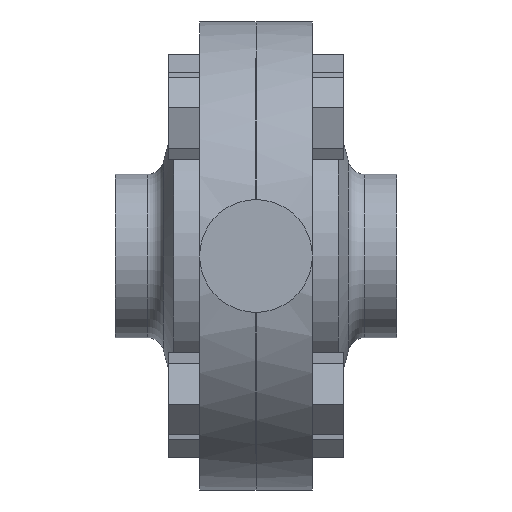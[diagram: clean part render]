
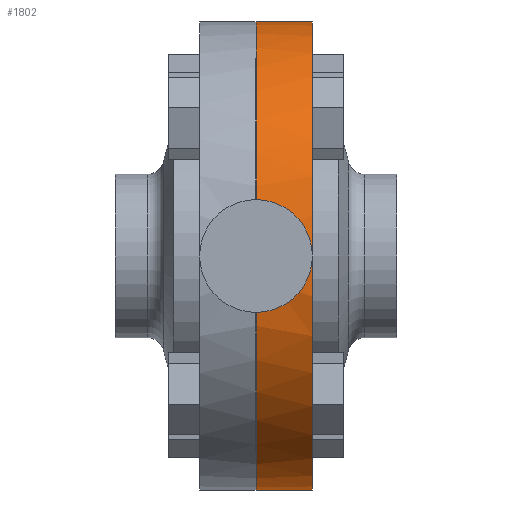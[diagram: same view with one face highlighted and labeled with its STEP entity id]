
A CAD part, front view. The second image highlights one B-rep face of the part: STEP entity #1802.
In plain terms, the highlighted cylindrical face has radius 41.5 mm (diameter 83 mm), a partial arc.
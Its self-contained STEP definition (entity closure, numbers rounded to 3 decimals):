
#2 = CARTESIAN_POINT ( 'NONE',  ( 5.384, -41.415, -2.655 ) ) ;
#19 = CARTESIAN_POINT ( 'NONE',  ( 5.096, -41.379, 3.173 ) ) ;
#25 = LINE ( 'NONE', #414, #1094 ) ;
#26 = CARTESIAN_POINT ( 'NONE',  ( 6., -41.5, -0.387 ) ) ;
#32 = CARTESIAN_POINT ( 'NONE',  ( 5.808, -41.473, -1.555 ) ) ;
#34 = ORIENTED_EDGE ( 'NONE', *, *, #1218, .F. ) ;
#35 = ORIENTED_EDGE ( 'NONE', *, *, #1313, .T. ) ;
#115 = CARTESIAN_POINT ( 'NONE',  ( 10., 0., -41.5 ) ) ;
#170 = CARTESIAN_POINT ( 'NONE',  ( 0., -41.064, 6. ) ) ;
#192 = CARTESIAN_POINT ( 'NONE',  ( 6., -41.5, 0.396 ) ) ;
#212 = B_SPLINE_CURVE_WITH_KNOTS ( 'NONE', 3,
 ( #170, #339, #1045, #2132, #1054, #1593, #334, #1603, #1607, #1804, #2178, #2189, #2014, #19, #353, #1108, #1999, #543, #706, #1801, #720, #192, #26, #2168, #32, #903, #1444, #2, #1633, #555, #2173, #1430, #365, #1640, #2005, #1617, #697, #2162, #1847, #2025, #1839, #2218, #930 ),
 .UNSPECIFIED., .F., .F.,
 ( 4, 2, 2, 2, 2, 2, 2, 2, 1, 2, 2, 2, 2, 2, 2, 2, 2, 2, 2, 2, 2, 4 ),
 ( 0., 0.001, 0.002, 0.002, 0.004, 0.005, 0.006, 0.006, 0.007, 0.008, 0.008, 0.009, 0.011, 0.012, 0.012, 0.013, 0.014, 0.015, 0.016, 0.016, 0.018, 0.019 ),
 .UNSPECIFIED. ) ;
#235 = DIRECTION ( 'NONE',  ( -1., 0., 0. ) ) ;
#250 = ORIENTED_EDGE ( 'NONE', *, *, #1455, .T. ) ;
#253 = DIRECTION ( 'NONE',  ( 0., 0., 1. ) ) ;
#276 = DIRECTION ( 'NONE',  ( 0., 0., 1. ) ) ;
#326 = LINE ( 'NONE', #1652, #863 ) ;
#334 = CARTESIAN_POINT ( 'NONE',  ( 2.117, -41.118, 5.617 ) ) ;
#339 = CARTESIAN_POINT ( 'NONE',  ( 0.397, -41.064, 6. ) ) ;
#353 = CARTESIAN_POINT ( 'NONE',  ( 5.198, -41.392, 3.003 ) ) ;
#357 = VERTEX_POINT ( 'NONE', #366 ) ;
#365 = CARTESIAN_POINT ( 'NONE',  ( 3.966, -41.254, -4.52 ) ) ;
#366 = CARTESIAN_POINT ( 'NONE',  ( 10., 0., 41.5 ) ) ;
#414 = CARTESIAN_POINT ( 'NONE',  ( 0., 0., 41.5 ) ) ;
#445 = AXIS2_PLACEMENT_3D ( 'NONE', #1518, #235, #586 ) ;
#448 = CARTESIAN_POINT ( 'NONE',  ( 10., 0., 0. ) ) ;
#450 = CARTESIAN_POINT ( 'NONE',  ( 0., -41.064, 6. ) ) ;
#524 = EDGE_LOOP ( 'NONE', ( #535, #250, #35, #1329, #1412, #34 ) ) ;
#531 = AXIS2_PLACEMENT_3D ( 'NONE', #448, #1890, #253 ) ;
#535 = ORIENTED_EDGE ( 'NONE', *, *, #1762, .F. ) ;
#543 = CARTESIAN_POINT ( 'NONE',  ( 5.683, -41.455, 1.935 ) ) ;
#555 = CARTESIAN_POINT ( 'NONE',  ( 5.098, -41.379, -3.17 ) ) ;
#566 = AXIS2_PLACEMENT_3D ( 'NONE', #2239, #1160, #276 ) ;
#586 = DIRECTION ( 'NONE',  ( 0., 0., 1. ) ) ;
#623 = DIRECTION ( 'NONE',  ( -1., 0., 0. ) ) ;
#697 = CARTESIAN_POINT ( 'NONE',  ( 2.662, -41.15, -5.381 ) ) ;
#706 = CARTESIAN_POINT ( 'NONE',  ( 5.797, -41.471, 1.56 ) ) ;
#720 = CARTESIAN_POINT ( 'NONE',  ( 5.961, -41.494, 0.786 ) ) ;
#736 = CARTESIAN_POINT ( 'NONE',  ( 0., 0., -41.5 ) ) ;
#863 = VECTOR ( 'NONE', #1442, 1000. ) ;
#890 = CARTESIAN_POINT ( 'NONE',  ( 0., 0., 41.5 ) ) ;
#903 = CARTESIAN_POINT ( 'NONE',  ( 5.695, -41.457, -1.93 ) ) ;
#930 = CARTESIAN_POINT ( 'NONE',  ( 0., -41.064, -6. ) ) ;
#984 = VERTEX_POINT ( 'NONE', #736 ) ;
#1045 = CARTESIAN_POINT ( 'NONE',  ( 0.787, -41.07, 5.961 ) ) ;
#1054 = CARTESIAN_POINT ( 'NONE',  ( 1.553, -41.093, 5.799 ) ) ;
#1094 = VECTOR ( 'NONE', #1289, 1000. ) ;
#1100 = AXIS2_PLACEMENT_3D ( 'NONE', #1746, #623, #1726 ) ;
#1108 = CARTESIAN_POINT ( 'NONE',  ( 5.383, -41.415, 2.657 ) ) ;
#1160 = DIRECTION ( 'NONE',  ( -1., 0., 0. ) ) ;
#1218 = EDGE_CURVE ( 'NONE', #984, #1811, #2315, .T. ) ;
#1238 = VERTEX_POINT ( 'NONE', #450 ) ;
#1267 = EDGE_CURVE ( 'NONE', #1238, #1811, #212, .T. ) ;
#1289 = DIRECTION ( 'NONE',  ( -1., 0., 0. ) ) ;
#1304 = CIRCLE ( 'NONE', #566, 41.5 ) ;
#1313 = EDGE_CURVE ( 'NONE', #357, #2151, #25, .T. ) ;
#1329 = ORIENTED_EDGE ( 'NONE', *, *, #2027, .F. ) ;
#1412 = ORIENTED_EDGE ( 'NONE', *, *, #1267, .T. ) ;
#1430 = CARTESIAN_POINT ( 'NONE',  ( 4.525, -41.312, -3.96 ) ) ;
#1442 = DIRECTION ( 'NONE',  ( -1., 0., 0. ) ) ;
#1444 = CARTESIAN_POINT ( 'NONE',  ( 5.469, -41.427, -2.475 ) ) ;
#1455 = EDGE_CURVE ( 'NONE', #1945, #357, #1486, .T. ) ;
#1486 = CIRCLE ( 'NONE', #531, 41.5 ) ;
#1511 = CYLINDRICAL_SURFACE ( 'NONE', #445, 41.5 ) ;
#1518 = CARTESIAN_POINT ( 'NONE',  ( 0., 0., 0. ) ) ;
#1593 = CARTESIAN_POINT ( 'NONE',  ( 1.93, -41.109, 5.685 ) ) ;
#1603 = CARTESIAN_POINT ( 'NONE',  ( 2.662, -41.149, 5.391 ) ) ;
#1607 = CARTESIAN_POINT ( 'NONE',  ( 3.006, -41.173, 5.207 ) ) ;
#1617 = CARTESIAN_POINT ( 'NONE',  ( 3.009, -41.174, -5.195 ) ) ;
#1633 = CARTESIAN_POINT ( 'NONE',  ( 5.199, -41.392, -3.002 ) ) ;
#1640 = CARTESIAN_POINT ( 'NONE',  ( 3.663, -41.226, -4.768 ) ) ;
#1652 = CARTESIAN_POINT ( 'NONE',  ( 0., 0., -41.5 ) ) ;
#1663 = CARTESIAN_POINT ( 'NONE',  ( 0., -41.064, -6. ) ) ;
#1726 = DIRECTION ( 'NONE',  ( 0., 0., 1. ) ) ;
#1746 = CARTESIAN_POINT ( 'NONE',  ( 0., 0., 0. ) ) ;
#1762 = EDGE_CURVE ( 'NONE', #1945, #984, #326, .T. ) ;
#1801 = CARTESIAN_POINT ( 'NONE',  ( 5.846, -41.478, 1.367 ) ) ;
#1802 = ADVANCED_FACE ( 'NONE', ( #1885 ), #1511, .T. ) ;
#1804 = CARTESIAN_POINT ( 'NONE',  ( 3.658, -41.225, 4.772 ) ) ;
#1811 = VERTEX_POINT ( 'NONE', #1663 ) ;
#1839 = CARTESIAN_POINT ( 'NONE',  ( 0.794, -41.07, -5.96 ) ) ;
#1847 = CARTESIAN_POINT ( 'NONE',  ( 1.938, -41.108, -5.692 ) ) ;
#1885 = FACE_OUTER_BOUND ( 'NONE', #524, .T. ) ;
#1890 = DIRECTION ( 'NONE',  ( -1., 0., 0. ) ) ;
#1945 = VERTEX_POINT ( 'NONE', #115 ) ;
#1999 = CARTESIAN_POINT ( 'NONE',  ( 5.55, -41.437, 2.304 ) ) ;
#2005 = CARTESIAN_POINT ( 'NONE',  ( 3.177, -41.186, -5.094 ) ) ;
#2014 = CARTESIAN_POINT ( 'NONE',  ( 4.767, -41.339, 3.665 ) ) ;
#2025 = CARTESIAN_POINT ( 'NONE',  ( 1.564, -41.092, -5.806 ) ) ;
#2027 = EDGE_CURVE ( 'NONE', #1238, #2151, #1304, .T. ) ;
#2132 = CARTESIAN_POINT ( 'NONE',  ( 1.363, -41.086, 5.846 ) ) ;
#2151 = VERTEX_POINT ( 'NONE', #890 ) ;
#2162 = CARTESIAN_POINT ( 'NONE',  ( 2.482, -41.139, -5.466 ) ) ;
#2168 = CARTESIAN_POINT ( 'NONE',  ( 5.961, -41.494, -0.785 ) ) ;
#2173 = CARTESIAN_POINT ( 'NONE',  ( 4.773, -41.34, -3.657 ) ) ;
#2178 = CARTESIAN_POINT ( 'NONE',  ( 3.966, -41.254, 4.519 ) ) ;
#2189 = CARTESIAN_POINT ( 'NONE',  ( 4.519, -41.311, 3.966 ) ) ;
#2218 = CARTESIAN_POINT ( 'NONE',  ( 0.397, -41.064, -6. ) ) ;
#2239 = CARTESIAN_POINT ( 'NONE',  ( 0., 0., 0. ) ) ;
#2315 = CIRCLE ( 'NONE', #1100, 41.5 ) ;
